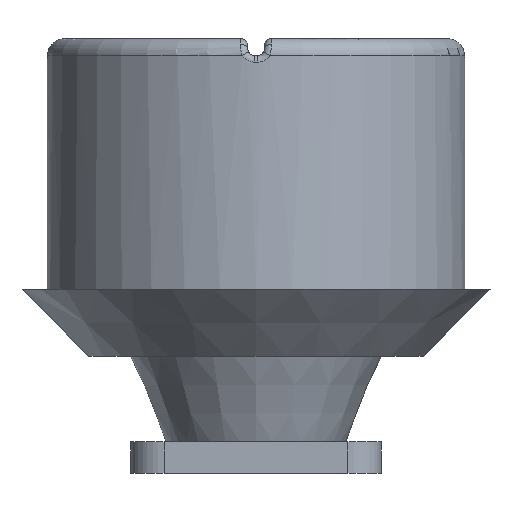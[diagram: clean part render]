
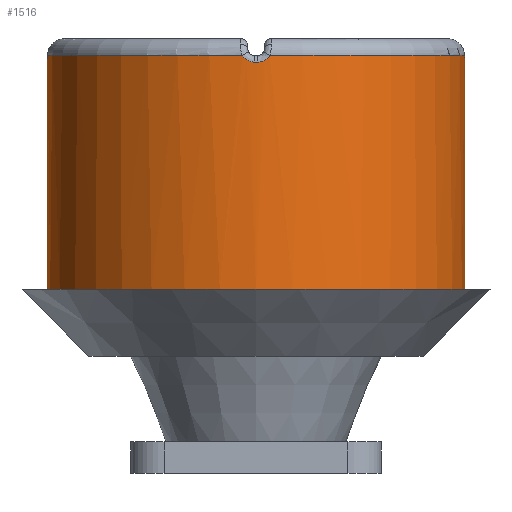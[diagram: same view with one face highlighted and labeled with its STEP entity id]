
A CAD part, left-side view. The second image highlights one B-rep face of the part: STEP entity #1516.
In plain terms, the highlighted cylindrical face has radius 1.25 mm (diameter 2.5 mm), a full revolution.
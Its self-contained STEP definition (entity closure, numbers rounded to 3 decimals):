
#81=CYLINDRICAL_SURFACE('',#1667,1.25);
#137=LINE('',#3657,#191);
#191=VECTOR('',#1972,1.25);
#290=FACE_OUTER_BOUND('',#391,.T.);
#391=EDGE_LOOP('',(#1292,#1293,#1294,#1295,#1296,#1297,#1298,#1299,#1300,
#1301,#1302,#1303,#1304,#1305,#1306,#1307,#1308,#1309,#1310,#1311));
#446=B_SPLINE_CURVE_WITH_KNOTS('',3,(#2581,#2582,#2583,#2584,#2585),
 .UNSPECIFIED.,.F.,.F.,(4,1,4),(0.,0.004,0.008),
 .UNSPECIFIED.);
#448=B_SPLINE_CURVE_WITH_KNOTS('',3,(#2616,#2617,#2618,#2619,#2620),
 .UNSPECIFIED.,.F.,.F.,(4,1,4),(0.,0.004,0.008),
 .UNSPECIFIED.);
#476=B_SPLINE_CURVE_WITH_KNOTS('',3,(#3153,#3154,#3155,#3156,#3157),
 .UNSPECIFIED.,.F.,.F.,(4,1,4),(0.,0.004,0.008),
 .UNSPECIFIED.);
#478=B_SPLINE_CURVE_WITH_KNOTS('',3,(#3188,#3189,#3190,#3191,#3192),
 .UNSPECIFIED.,.F.,.F.,(4,1,4),(0.,0.004,
0.008),.UNSPECIFIED.);
#495=B_SPLINE_CURVE_WITH_KNOTS('',3,(#3609,#3610,#3611,#3612,#3613),
 .UNSPECIFIED.,.F.,.F.,(4,1,4),(-0.008,-0.005,
0.),.UNSPECIFIED.);
#497=B_SPLINE_CURVE_WITH_KNOTS('',3,(#3644,#3645,#3646,#3647,#3648),
 .UNSPECIFIED.,.F.,.F.,(4,1,4),(-0.008,-0.005,
0.),.UNSPECIFIED.);
#499=B_SPLINE_CURVE_WITH_KNOTS('',3,(#3662,#3663,#3664,#3665,#3666),
 .UNSPECIFIED.,.F.,.F.,(4,1,4),(-0.008,-0.005,
0.),.UNSPECIFIED.);
#500=B_SPLINE_CURVE_WITH_KNOTS('',3,(#3669,#3670,#3671,#3672,#3673),
 .UNSPECIFIED.,.F.,.F.,(4,1,4),(-0.008,-0.005,
0.),.UNSPECIFIED.);
#537=CIRCLE('',#1601,1.25);
#552=CIRCLE('',#1624,1.25);
#560=CIRCLE('',#1634,1.25);
#568=CIRCLE('',#1649,1.25);
#576=CIRCLE('',#1659,1.25);
#577=CIRCLE('',#1660,1.25);
#583=CIRCLE('',#1668,1.25);
#584=CIRCLE('',#1669,1.25);
#585=CIRCLE('',#1670,1.25);
#586=CIRCLE('',#1671,1.25);
#631=VERTEX_POINT('',#2180);
#641=VERTEX_POINT('',#2343);
#644=VERTEX_POINT('',#2348);
#648=VERTEX_POINT('',#2385);
#678=VERTEX_POINT('',#2739);
#682=VERTEX_POINT('',#2779);
#690=VERTEX_POINT('',#2930);
#691=VERTEX_POINT('',#2932);
#693=VERTEX_POINT('',#2961);
#703=VERTEX_POINT('',#3230);
#712=VERTEX_POINT('',#3399);
#713=VERTEX_POINT('',#3401);
#714=VERTEX_POINT('',#3403);
#717=VERTEX_POINT('',#3434);
#725=VERTEX_POINT('',#3656);
#726=VERTEX_POINT('',#3659);
#727=VERTEX_POINT('',#3661);
#728=VERTEX_POINT('',#3667);
#801=EDGE_CURVE('',#644,#641,#537,.T.);
#819=EDGE_CURVE('',#641,#648,#446,.T.);
#821=EDGE_CURVE('',#631,#644,#448,.T.);
#850=EDGE_CURVE('',#678,#648,#552,.T.);
#870=EDGE_CURVE('',#691,#690,#560,.T.);
#887=EDGE_CURVE('',#690,#693,#476,.T.);
#889=EDGE_CURVE('',#682,#691,#478,.T.);
#894=EDGE_CURVE('',#631,#693,#568,.T.);
#912=EDGE_CURVE('',#713,#714,#576,.T.);
#913=EDGE_CURVE('',#714,#712,#577,.T.);
#929=EDGE_CURVE('',#717,#713,#495,.T.);
#931=EDGE_CURVE('',#712,#703,#497,.T.);
#933=EDGE_CURVE('',#682,#703,#583,.T.);
#934=EDGE_CURVE('',#714,#725,#137,.T.);
#935=EDGE_CURVE('',#725,#725,#584,.T.);
#936=EDGE_CURVE('',#717,#726,#585,.T.);
#937=EDGE_CURVE('',#727,#726,#499,.T.);
#938=EDGE_CURVE('',#728,#727,#586,.T.);
#939=EDGE_CURVE('',#678,#728,#500,.T.);
#1292=ORIENTED_EDGE('',*,*,#821,.F.);
#1293=ORIENTED_EDGE('',*,*,#894,.T.);
#1294=ORIENTED_EDGE('',*,*,#887,.F.);
#1295=ORIENTED_EDGE('',*,*,#870,.F.);
#1296=ORIENTED_EDGE('',*,*,#889,.F.);
#1297=ORIENTED_EDGE('',*,*,#933,.T.);
#1298=ORIENTED_EDGE('',*,*,#931,.F.);
#1299=ORIENTED_EDGE('',*,*,#913,.F.);
#1300=ORIENTED_EDGE('',*,*,#934,.T.);
#1301=ORIENTED_EDGE('',*,*,#935,.T.);
#1302=ORIENTED_EDGE('',*,*,#934,.F.);
#1303=ORIENTED_EDGE('',*,*,#912,.F.);
#1304=ORIENTED_EDGE('',*,*,#929,.F.);
#1305=ORIENTED_EDGE('',*,*,#936,.T.);
#1306=ORIENTED_EDGE('',*,*,#937,.F.);
#1307=ORIENTED_EDGE('',*,*,#938,.F.);
#1308=ORIENTED_EDGE('',*,*,#939,.F.);
#1309=ORIENTED_EDGE('',*,*,#850,.T.);
#1310=ORIENTED_EDGE('',*,*,#819,.F.);
#1311=ORIENTED_EDGE('',*,*,#801,.F.);
#1516=ADVANCED_FACE('',(#290),#81,.T.);
#1601=AXIS2_PLACEMENT_3D('',#2350,#1813,#1814);
#1624=AXIS2_PLACEMENT_3D('',#2740,#1872,#1873);
#1634=AXIS2_PLACEMENT_3D('',#2934,#1894,#1895);
#1649=AXIS2_PLACEMENT_3D('',#3203,#1928,#1929);
#1659=AXIS2_PLACEMENT_3D('',#3404,#1950,#1951);
#1660=AXIS2_PLACEMENT_3D('',#3405,#1952,#1953);
#1667=AXIS2_PLACEMENT_3D('',#3654,#1968,#1969);
#1668=AXIS2_PLACEMENT_3D('',#3655,#1970,#1971);
#1669=AXIS2_PLACEMENT_3D('',#3658,#1973,#1974);
#1670=AXIS2_PLACEMENT_3D('',#3660,#1975,#1976);
#1671=AXIS2_PLACEMENT_3D('',#3668,#1977,#1978);
#1813=DIRECTION('center_axis',(0.,0.,1.));
#1814=DIRECTION('ref_axis',(1.,0.,0.));
#1872=DIRECTION('center_axis',(0.,0.,-1.));
#1873=DIRECTION('ref_axis',(1.,0.,0.));
#1894=DIRECTION('center_axis',(0.,0.,1.));
#1895=DIRECTION('ref_axis',(0.,-1.,0.));
#1928=DIRECTION('center_axis',(0.,0.,-1.));
#1929=DIRECTION('ref_axis',(1.,0.,0.));
#1950=DIRECTION('center_axis',(0.,0.,1.));
#1951=DIRECTION('ref_axis',(-1.,0.,0.));
#1952=DIRECTION('center_axis',(0.,0.,1.));
#1953=DIRECTION('ref_axis',(-1.,0.,0.));
#1968=DIRECTION('center_axis',(0.,0.,1.));
#1969=DIRECTION('ref_axis',(1.,0.,0.));
#1970=DIRECTION('center_axis',(0.,0.,-1.));
#1971=DIRECTION('ref_axis',(1.,0.,0.));
#1972=DIRECTION('',(0.,0.,-1.));
#1973=DIRECTION('center_axis',(0.,0.,1.));
#1974=DIRECTION('ref_axis',(1.,0.,0.));
#1975=DIRECTION('center_axis',(0.,0.,-1.));
#1976=DIRECTION('ref_axis',(1.,0.,0.));
#1977=DIRECTION('center_axis',(0.,0.,1.));
#1978=DIRECTION('ref_axis',(0.,1.,0.));
#2180=CARTESIAN_POINT('',(1.247,-0.082,1.4));
#2343=CARTESIAN_POINT('',(1.25,0.01,1.36));
#2348=CARTESIAN_POINT('',(1.25,-0.01,1.36));
#2350=CARTESIAN_POINT('Origin',(0.,0.,1.36));
#2385=CARTESIAN_POINT('',(1.247,0.082,1.4));
#2581=CARTESIAN_POINT('Ctrl Pts',(1.25,0.01,1.36));
#2582=CARTESIAN_POINT('Ctrl Pts',(1.25,0.023,1.36));
#2583=CARTESIAN_POINT('Ctrl Pts',(1.249,0.052,1.366));
#2584=CARTESIAN_POINT('Ctrl Pts',(1.248,0.074,1.386));
#2585=CARTESIAN_POINT('Ctrl Pts',(1.247,0.082,1.4));
#2616=CARTESIAN_POINT('Ctrl Pts',(1.247,-0.082,1.4));
#2617=CARTESIAN_POINT('Ctrl Pts',(1.248,-0.076,
1.39));
#2618=CARTESIAN_POINT('Ctrl Pts',(1.249,-0.056,
1.369));
#2619=CARTESIAN_POINT('Ctrl Pts',(1.25,-0.027,
1.36));
#2620=CARTESIAN_POINT('Ctrl Pts',(1.25,-0.01,1.36));
#2739=CARTESIAN_POINT('',(0.082,1.247,1.4));
#2740=CARTESIAN_POINT('Origin',(0.,0.,1.4));
#2779=CARTESIAN_POINT('',(-0.082,-1.247,1.4));
#2930=CARTESIAN_POINT('',(0.01,-1.25,1.36));
#2932=CARTESIAN_POINT('',(-0.01,-1.25,1.36));
#2934=CARTESIAN_POINT('Origin',(0.,0.,1.36));
#2961=CARTESIAN_POINT('',(0.082,-1.247,1.4));
#3153=CARTESIAN_POINT('Ctrl Pts',(0.01,-1.25,1.36));
#3154=CARTESIAN_POINT('Ctrl Pts',(0.023,-1.25,1.36));
#3155=CARTESIAN_POINT('Ctrl Pts',(0.052,-1.249,
1.366));
#3156=CARTESIAN_POINT('Ctrl Pts',(0.074,-1.248,
1.386));
#3157=CARTESIAN_POINT('Ctrl Pts',(0.082,-1.247,
1.4));
#3188=CARTESIAN_POINT('Ctrl Pts',(-0.082,-1.247,
1.4));
#3189=CARTESIAN_POINT('Ctrl Pts',(-0.076,-1.248,
1.39));
#3190=CARTESIAN_POINT('Ctrl Pts',(-0.056,-1.249,
1.369));
#3191=CARTESIAN_POINT('Ctrl Pts',(-0.027,-1.25,
1.36));
#3192=CARTESIAN_POINT('Ctrl Pts',(-0.01,-1.25,
1.36));
#3203=CARTESIAN_POINT('Origin',(0.,0.,1.4));
#3230=CARTESIAN_POINT('',(-1.247,-0.082,1.4));
#3399=CARTESIAN_POINT('',(-1.25,-0.01,1.36));
#3401=CARTESIAN_POINT('',(-1.25,0.01,1.36));
#3403=CARTESIAN_POINT('',(-1.25,0.,1.36));
#3404=CARTESIAN_POINT('Origin',(0.,0.,1.36));
#3405=CARTESIAN_POINT('Origin',(0.,0.,1.36));
#3434=CARTESIAN_POINT('',(-1.247,0.082,1.4));
#3609=CARTESIAN_POINT('Ctrl Pts',(-1.247,0.082,
1.4));
#3610=CARTESIAN_POINT('Ctrl Pts',(-1.248,0.076,
1.39));
#3611=CARTESIAN_POINT('Ctrl Pts',(-1.249,0.056,
1.369));
#3612=CARTESIAN_POINT('Ctrl Pts',(-1.25,0.027,
1.36));
#3613=CARTESIAN_POINT('Ctrl Pts',(-1.25,0.01,1.36));
#3644=CARTESIAN_POINT('Ctrl Pts',(-1.25,-0.01,
1.36));
#3645=CARTESIAN_POINT('Ctrl Pts',(-1.25,-0.023,
1.36));
#3646=CARTESIAN_POINT('Ctrl Pts',(-1.249,-0.052,
1.366));
#3647=CARTESIAN_POINT('Ctrl Pts',(-1.248,-0.074,
1.386));
#3648=CARTESIAN_POINT('Ctrl Pts',(-1.247,-0.082,
1.4));
#3654=CARTESIAN_POINT('Origin',(0.,0.,0.));
#3655=CARTESIAN_POINT('Origin',(0.,0.,1.4));
#3656=CARTESIAN_POINT('',(-1.25,0.,0.));
#3657=CARTESIAN_POINT('',(-1.25,0.,0.));
#3658=CARTESIAN_POINT('Origin',(0.,0.,0.));
#3659=CARTESIAN_POINT('',(-0.082,1.247,1.4));
#3660=CARTESIAN_POINT('Origin',(0.,0.,1.4));
#3661=CARTESIAN_POINT('',(-0.01,1.25,1.36));
#3662=CARTESIAN_POINT('Ctrl Pts',(-0.01,1.25,1.36));
#3663=CARTESIAN_POINT('Ctrl Pts',(-0.023,1.25,
1.36));
#3664=CARTESIAN_POINT('Ctrl Pts',(-0.052,1.249,
1.366));
#3665=CARTESIAN_POINT('Ctrl Pts',(-0.074,1.248,
1.386));
#3666=CARTESIAN_POINT('Ctrl Pts',(-0.082,1.247,
1.4));
#3667=CARTESIAN_POINT('',(0.01,1.25,1.36));
#3668=CARTESIAN_POINT('Origin',(0.,0.,1.36));
#3669=CARTESIAN_POINT('Ctrl Pts',(0.082,1.247,1.4));
#3670=CARTESIAN_POINT('Ctrl Pts',(0.076,1.248,1.39));
#3671=CARTESIAN_POINT('Ctrl Pts',(0.056,1.249,1.369));
#3672=CARTESIAN_POINT('Ctrl Pts',(0.027,1.25,1.36));
#3673=CARTESIAN_POINT('Ctrl Pts',(0.01,1.25,1.36));
